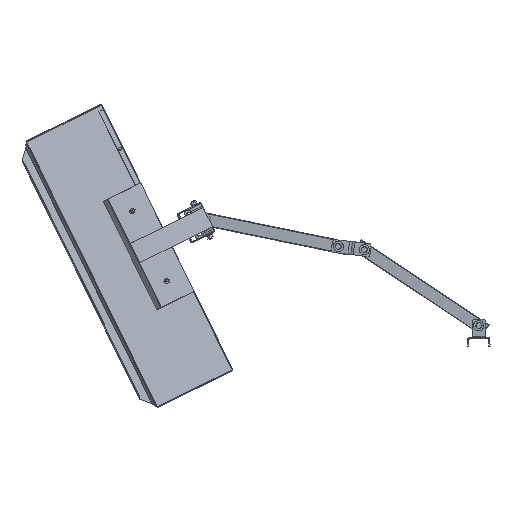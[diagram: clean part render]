
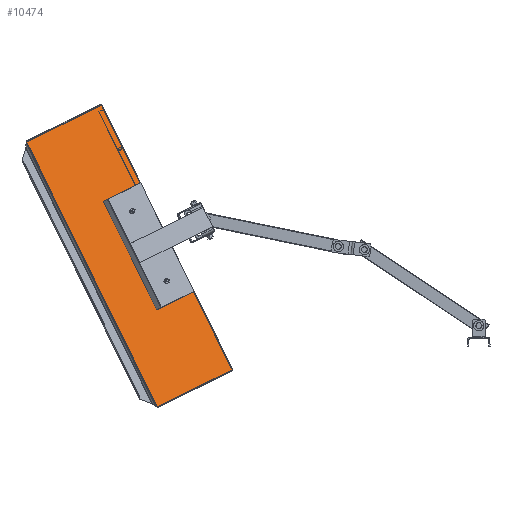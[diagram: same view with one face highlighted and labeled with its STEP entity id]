
A CAD part, left-side view. The second image highlights one B-rep face of the part: STEP entity #10474.
In plain terms, the highlighted face is planar.
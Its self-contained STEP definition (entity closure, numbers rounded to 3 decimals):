
#402=FACE_BOUND('',#2006,.T.);
#403=FACE_BOUND('',#2007,.T.);
#642=PLANE('',#12038);
#1301=FACE_OUTER_BOUND('',#2005,.T.);
#2005=EDGE_LOOP('',(#8982,#8983,#8984,#8985));
#2006=EDGE_LOOP('',(#8986));
#2007=EDGE_LOOP('',(#8987));
#2833=LINE('',#18802,#3761);
#2838=LINE('',#18820,#3766);
#2839=LINE('',#18822,#3767);
#2840=LINE('',#18823,#3768);
#3761=VECTOR('',#14704,684.);
#3766=VECTOR('',#14721,206.);
#3767=VECTOR('',#14722,684.);
#3768=VECTOR('',#14723,206.);
#4445=CIRCLE('',#12026,5.331);
#4447=CIRCLE('',#12029,5.331);
#5183=VERTEX_POINT('',#18786);
#5185=VERTEX_POINT('',#18792);
#5188=VERTEX_POINT('',#18799);
#5189=VERTEX_POINT('',#18801);
#5196=VERTEX_POINT('',#18819);
#5197=VERTEX_POINT('',#18821);
#6484=EDGE_CURVE('',#5183,#5183,#4445,.T.);
#6487=EDGE_CURVE('',#5185,#5185,#4447,.T.);
#6491=EDGE_CURVE('',#5188,#5189,#2833,.T.);
#6500=EDGE_CURVE('',#5196,#5188,#2838,.T.);
#6501=EDGE_CURVE('',#5197,#5196,#2839,.T.);
#6502=EDGE_CURVE('',#5189,#5197,#2840,.T.);
#8982=ORIENTED_EDGE('',*,*,#6491,.F.);
#8983=ORIENTED_EDGE('',*,*,#6500,.F.);
#8984=ORIENTED_EDGE('',*,*,#6501,.F.);
#8985=ORIENTED_EDGE('',*,*,#6502,.F.);
#8986=ORIENTED_EDGE('',*,*,#6487,.T.);
#8987=ORIENTED_EDGE('',*,*,#6484,.T.);
#10474=ADVANCED_FACE('',(#1301,#402,#403),#642,.T.);
#12026=AXIS2_PLACEMENT_3D('',#18787,#14688,#14689);
#12029=AXIS2_PLACEMENT_3D('',#18793,#14695,#14696);
#12038=AXIS2_PLACEMENT_3D('',#18818,#14719,#14720);
#14688=DIRECTION('center_axis',(0.94,-0.145,0.31));
#14689=DIRECTION('ref_axis',(-0.342,-0.397,0.852));
#14695=DIRECTION('center_axis',(0.94,-0.145,0.31));
#14696=DIRECTION('ref_axis',(-0.342,-0.397,0.852));
#14704=DIRECTION('',(0.,-0.906,-0.423));
#14719=DIRECTION('center_axis',(-0.94,0.145,-0.31));
#14720=DIRECTION('ref_axis',(-0.313,0.,0.95));
#14721=DIRECTION('',(-0.342,-0.397,0.852));
#14722=DIRECTION('',(0.,0.906,0.423));
#14723=DIRECTION('',(0.342,0.397,-0.852));
#18786=CARTESIAN_POINT('',(-329.327,161.343,493.763));
#18787=CARTESIAN_POINT('Origin',(-327.843,165.873,491.378));
#18792=CARTESIAN_POINT('',(-329.327,-1.793,417.692));
#18793=CARTESIAN_POINT('Origin',(-327.843,2.738,415.307));
#18799=CARTESIAN_POINT('',(-381.199,332.31,730.735));
#18801=CARTESIAN_POINT('',(-381.199,-287.604,441.664));
#18802=CARTESIAN_POINT('',(-381.199,332.31,730.735));
#18818=CARTESIAN_POINT('Origin',(-381.883,-290.211,442.522));
#18819=CARTESIAN_POINT('',(-310.742,414.119,555.295));
#18820=CARTESIAN_POINT('',(-310.742,414.119,555.295));
#18821=CARTESIAN_POINT('',(-310.742,-205.795,266.224));
#18822=CARTESIAN_POINT('',(-310.742,-205.795,266.224));
#18823=CARTESIAN_POINT('',(-381.199,-287.604,441.664));
